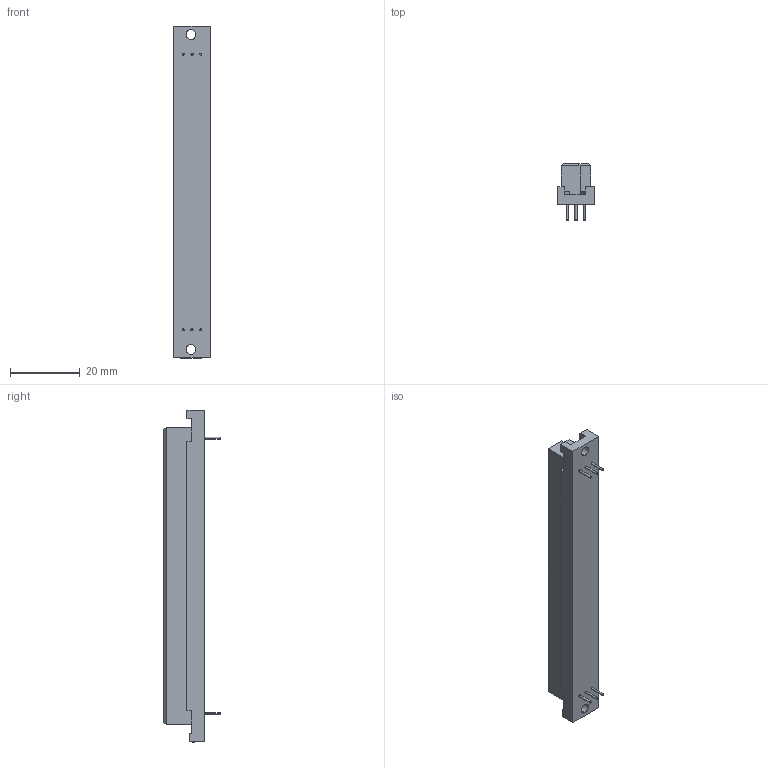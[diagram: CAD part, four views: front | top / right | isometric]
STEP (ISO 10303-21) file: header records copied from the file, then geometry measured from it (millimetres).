
FILE_DESCRIPTION(('STEP AP214'),'1');
FILE_NAME('09032647825.stp','2017-10-06T18:29:01',('TraceParts'),('TraceParts S.A.'),'Spatial InterOp 3D',' ',' ');
FILE_SCHEMA(('automotive_design'));
Length unit declared in the file: millimetre
Products named in the file (1): 09032647825
Bounding box: 10.5 x 16.1 x 94.9 mm (x, y, z)
Volume: 9452 mm3; surface area: 4319.8 mm2
Topology: 1 solids, 1 shells, 102 faces, 252 edges, 164 vertices
Faces by surface type: bspline 102
Entity records: 3962 total; most frequent: CARTESIAN_POINT 1333, ORIENTED_EDGE 504, EDGE_CURVE 252, B_SPLINE_CURVE_WITH_KNOTS 212, VERTEX_POINT 164, PRESENTATION_STYLE_ASSIGNMENT 152, COLOUR_RGB 152, STYLED_ITEM 133
